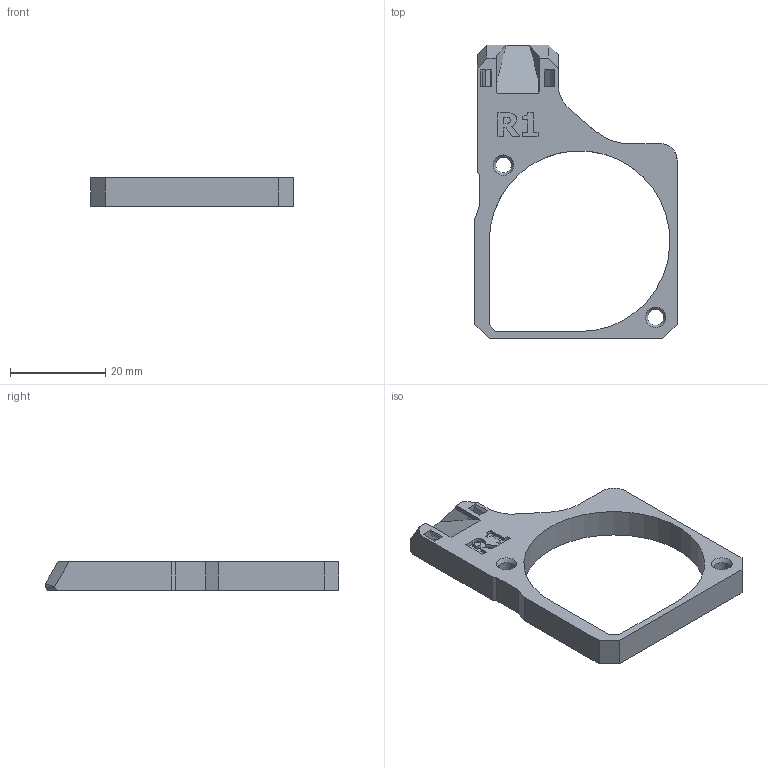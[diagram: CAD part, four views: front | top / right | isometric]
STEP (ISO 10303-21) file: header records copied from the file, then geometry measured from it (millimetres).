
FILE_DESCRIPTION(/* description */ (''),/* implementation_level */ '2;1');
FILE_NAME(/* name */ 'MINI-fan-spacer.stp',/* time_stamp */ '2019',/* author */ ('Robert Turinsky'),/* organization */ (''),/* preprocessor_version */ 'ST-DEVELOPER v17.2',/* originating_system */ 'Autodesk Inventor 2019',/* authorisation */ '');
FILE_SCHEMA (('AUTOMOTIVE_DESIGN { 1 0 10303 214 3 1 1 }'));
Length unit declared in the file: millimetre
Products named in the file (1): fan-spacer-5mm
Bounding box: 42.5 x 61.71 x 6 mm (x, y, z)
Volume: 4613.5 mm3; surface area: 3895.9 mm2
Topology: 1 solids, 1 shells, 110 faces, 302 edges, 197 vertices
Faces by surface type: plane 74, cylinder 15, bspline 13, cone 8
Full cylindrical faces by diameter (mm): 3.3 x2
Entity records: 3660 total; most frequent: CARTESIAN_POINT 893, ORIENTED_EDGE 604, DIRECTION 495, EDGE_CURVE 302, LINE 231, VECTOR 231, VERTEX_POINT 197, AXIS2_PLACEMENT_3D 132
